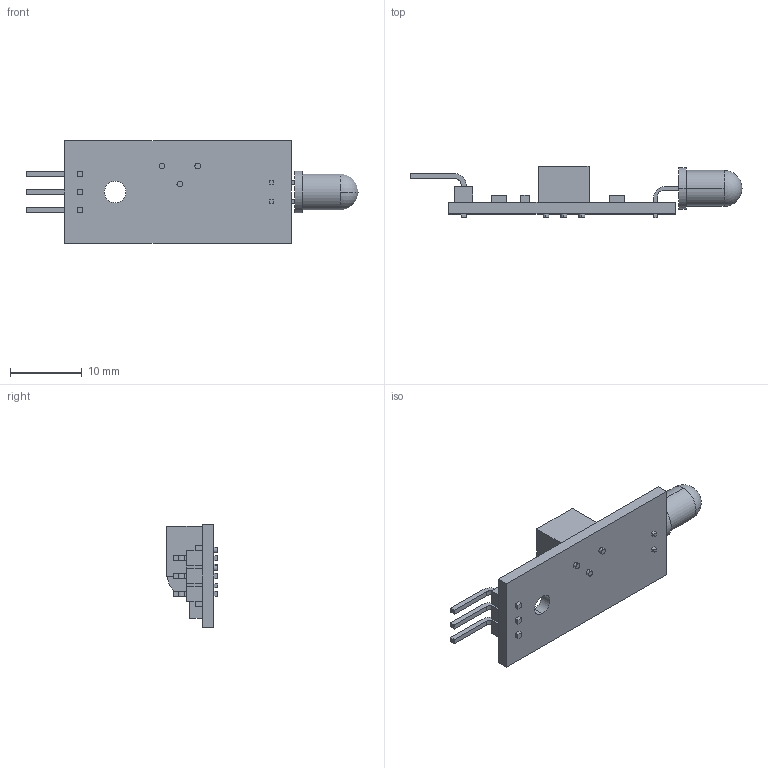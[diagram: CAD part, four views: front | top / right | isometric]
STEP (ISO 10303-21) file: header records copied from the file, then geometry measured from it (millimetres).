
FILE_DESCRIPTION (( 'STEP AP203' ), '1' );
FILE_NAME ('Light sensor LM393.STEP', '2019-10-30T11:40:28', ( '' ), ( '' ), 'SwSTEP 2.0', 'SolidWorks 2016', '' );
FILE_SCHEMA (( 'CONFIG_CONTROL_DESIGN' ));
Length unit declared in the file: millimetre
Products named in the file (1): Light sensor LM393
Bounding box: 46.18 x 7.1 x 14.2 mm (x, y, z)
Volume: 1217.3 mm3; surface area: 1591.5 mm2
Topology: 1 solids, 1 shells, 180 faces, 456 edges, 303 vertices
Faces by surface type: plane 154, cylinder 24, sphere 2
Entity records: 5423 total; most frequent: CARTESIAN_POINT 938, ORIENTED_EDGE 908, DIRECTION 868, EDGE_CURVE 454, LINE 402, VECTOR 402, VERTEX_POINT 303, AXIS2_PLACEMENT_3D 233
